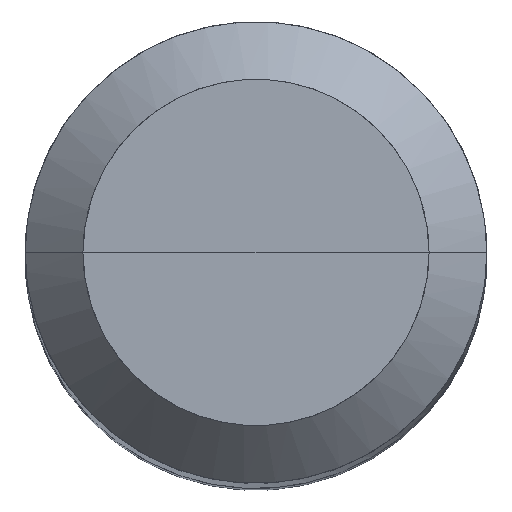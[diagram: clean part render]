
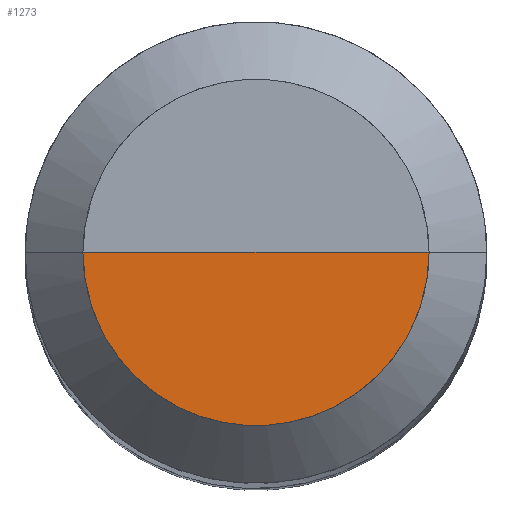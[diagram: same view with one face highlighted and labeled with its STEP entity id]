
A CAD part, top view. The second image highlights one B-rep face of the part: STEP entity #1273.
In plain terms, the highlighted free-form (B-spline) face has degree [1, 2] with [2, 5] control points.
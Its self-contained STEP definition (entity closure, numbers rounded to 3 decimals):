
#960=CARTESIAN_POINT('',(3.0,0.0,48.0));
#964=CARTESIAN_POINT('',(-3.0,0.0,48.0));
#965=CARTESIAN_POINT('',(0.0,0.0,48.0));
#972=CARTESIAN_POINT('',(-3.0,-3.0,48.0));
#973=CARTESIAN_POINT('',(0.0,-3.0,48.0));
#974=CARTESIAN_POINT('',(3.0,-3.0,48.0));
#1258=(
BOUNDED_SURFACE()
B_SPLINE_SURFACE(1,2,(
(#964,#972,#973,#974,#960),
(#965,#965,#965,#965,#965)
), .UNSPECIFIED.,.F.,.F.,.F.)
B_SPLINE_SURFACE_WITH_KNOTS((2,2),(3,2,3),(
0.0,1.0),(
0.0,0.5,1.0), .UNSPECIFIED.)
GEOMETRIC_REPRESENTATION_ITEM()
RATIONAL_B_SPLINE_SURFACE(((1.0,0.707,1.0,0.707,1.0),
(1.0,0.707,1.0,0.707,1.0)
))
REPRESENTATION_ITEM('')
SURFACE()
);
#1259=(
BOUNDED_CURVE()
B_SPLINE_CURVE(2,(#960,#974,#973,#972,#964),.UNSPECIFIED.,.F.,.F.)
B_SPLINE_CURVE_WITH_KNOTS((3,2,3),
(0.0,0.5,1.0),.UNSPECIFIED.)
CURVE()
GEOMETRIC_REPRESENTATION_ITEM()
RATIONAL_B_SPLINE_CURVE((1.0,0.707,1.0,0.707,1.0))
REPRESENTATION_ITEM('')
);
#1260=(
BOUNDED_CURVE()
B_SPLINE_CURVE(1,(#964,#965),.UNSPECIFIED.,.F.,.F.)
B_SPLINE_CURVE_WITH_KNOTS((2,2),
(0.0,1.0),.UNSPECIFIED.)
CURVE()
GEOMETRIC_REPRESENTATION_ITEM()
RATIONAL_B_SPLINE_CURVE((1.0,1.0))
REPRESENTATION_ITEM('')
);
#1261=(
BOUNDED_CURVE()
B_SPLINE_CURVE(1,(#965,#960),.UNSPECIFIED.,.F.,.F.)
B_SPLINE_CURVE_WITH_KNOTS((2,2),
(0.0,1.0),.UNSPECIFIED.)
CURVE()
GEOMETRIC_REPRESENTATION_ITEM()
RATIONAL_B_SPLINE_CURVE((1.0,1.0))
REPRESENTATION_ITEM('')
);
#1262=VERTEX_POINT('',#960);
#1263=VERTEX_POINT('',#964);
#1264=VERTEX_POINT('',#965);
#1265=EDGE_CURVE('',#1262,#1263,#1259,.T.);
#1266=EDGE_CURVE('',#1263,#1264,#1260,.T.);
#1267=EDGE_CURVE('',#1264,#1262,#1261,.T.);
#1268=ORIENTED_EDGE('',*,*,#1265,.T.);
#1269=ORIENTED_EDGE('',*,*,#1266,.T.);
#1270=ORIENTED_EDGE('',*,*,#1267,.T.);
#1271=EDGE_LOOP('',(#1268,#1269,#1270));
#1272=FACE_OUTER_BOUND('',#1271,.T.);
#1273=ADVANCED_FACE('',(#1272),#1258,.T.);
